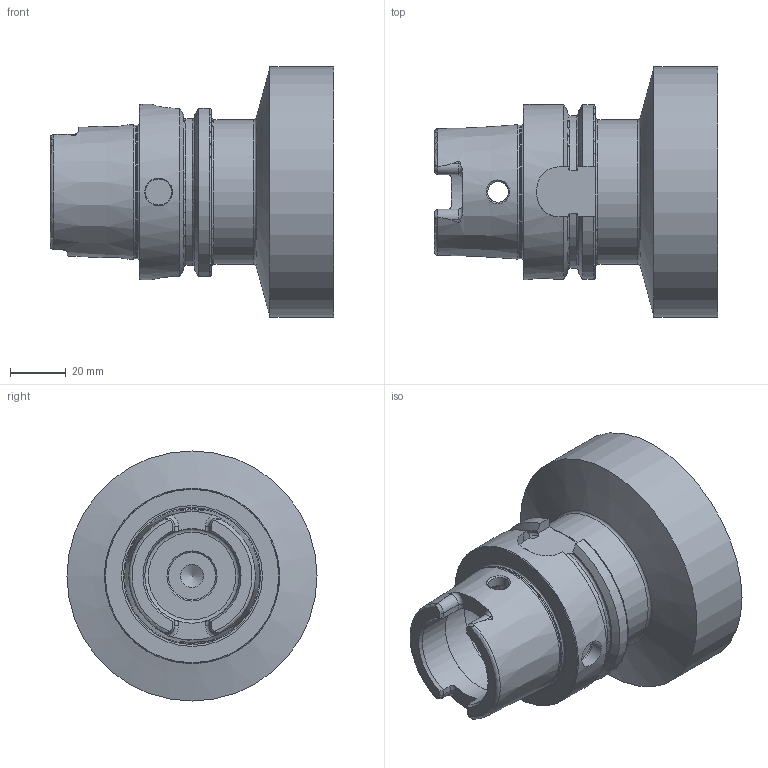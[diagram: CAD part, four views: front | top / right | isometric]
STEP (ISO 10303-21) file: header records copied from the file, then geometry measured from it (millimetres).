
FILE_DESCRIPTION (( 'STEP AP214' ), '1' );
FILE_NAME ('HA6.Ro9.001.070.STEP', '2020-09-22T10:54:49', ( '' ), ( '' ), 'SwSTEP 2.0', 'SolidWorks 2017', '' );
FILE_SCHEMA (( 'AUTOMOTIVE_DESIGN' ));
Length unit declared in the file: millimetre
Products named in the file (1): HA6.Ro9.001.070
Bounding box: 101.9 x 90 x 90 mm (x, y, z)
Volume: 281365.7 mm3; surface area: 40174 mm2
Topology: 1 solids, 1 shells, 121 faces, 318 edges, 201 vertices
Faces by surface type: plane 43, cylinder 33, torus 22, cone 21, bspline 2
Full cylindrical faces by diameter (mm): 2 x1, 7.5 x2, 8.4 x1, 10 x1, 17 x1, 19 x1, 34 x2, 40 x1, 47.941 x1, 52 x1, 63 x1, 90 x1
Entity records: 4655 total; most frequent: CARTESIAN_POINT 1939, ORIENTED_EDGE 542, DIRECTION 532, EDGE_CURVE 271, AXIS2_PLACEMENT_3D 222, VERTEX_POINT 188, EDGE_LOOP 161, FACE_OUTER_BOUND 146
